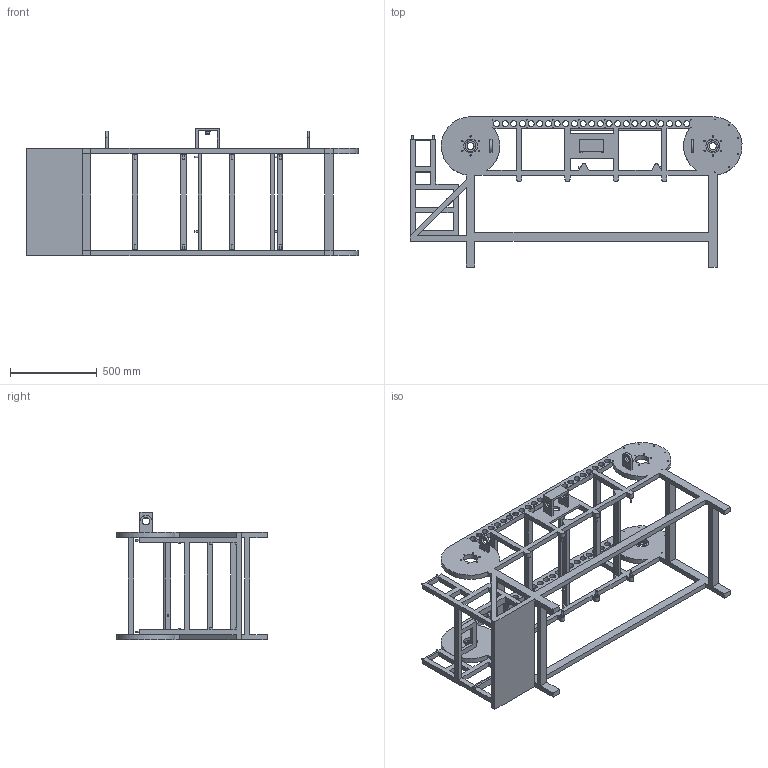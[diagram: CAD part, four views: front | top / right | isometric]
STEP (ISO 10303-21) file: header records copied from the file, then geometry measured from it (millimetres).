
FILE_DESCRIPTION( ('This file contains a STEP AP42 implementation' ,'as created by ZW3D STEP Interface translator.' ,'') ,'2;1' );
FILE_NAME( '淕极盓殤.ipt.stp' ,'251027.114754', (''), ('ZWCAD Software Co.'), 'Version 1.0', 'ZW3D to STEP translator', '' );
FILE_SCHEMA(('AUTOMOTIVE_DESIGN { 1 0 10303 214 1 1 1 1 }'));
Length unit declared in the file: millimetre
Products named in the file (1): 0
Bounding box: 1918.42 x 868.88 x 736.41 mm (x, y, z)
Volume: 43603868.8 mm3; surface area: 4734173.1 mm2
Topology: 1 solids, 1 shells, 464 faces, 1650 edges, 1188 vertices
Faces by surface type: plane 264, cylinder 183, cone 17
Full cylindrical faces by diameter (mm): 4 x32, 5 x12, 8 x28, 10 x16, 18.35 x1, 20 x10, 27 x1, 35 x46, 40 x2, 42 x5, 62 x2, 80 x4
Entity records: 19465 total; most frequent: DIRECTION 3304, CARTESIAN_POINT 3303, ORIENTED_EDGE 3300, EDGE_CURVE 1650, AXIS2_PLACEMENT_3D 1189, VERTEX_POINT 1188, VECTOR 926, LINE 926
